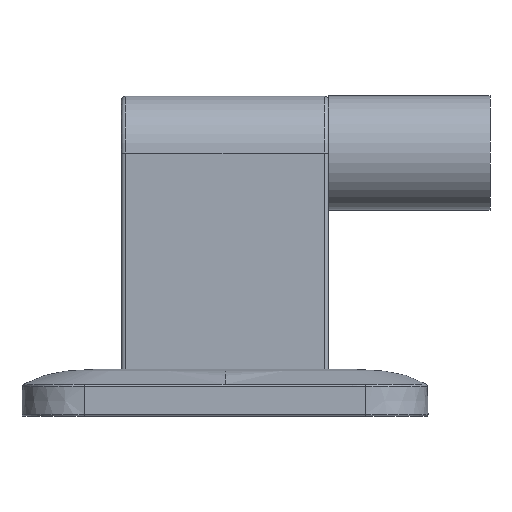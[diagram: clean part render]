
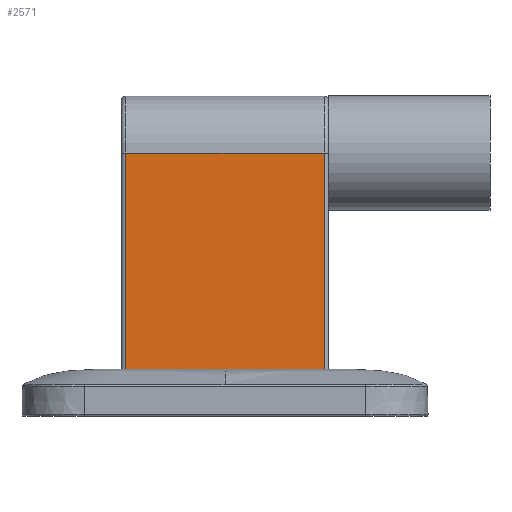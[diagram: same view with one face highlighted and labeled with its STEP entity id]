
A CAD part, left-side view. The second image highlights one B-rep face of the part: STEP entity #2571.
In plain terms, the highlighted planar face has unit normal (-1, 0, 0).
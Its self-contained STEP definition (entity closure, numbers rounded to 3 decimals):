
#50 = VECTOR ( 'NONE', #3287, 1000. ) ;
#188 = VECTOR ( 'NONE', #2947, 1000. ) ;
#195 = VERTEX_POINT ( 'NONE', #3109 ) ;
#199 = CARTESIAN_POINT ( 'NONE',  ( -10.9, -19.1, 41.5 ) ) ;
#482 = CARTESIAN_POINT ( 'NONE',  ( -10.9, 19.1, 41.5 ) ) ;
#520 = CARTESIAN_POINT ( 'NONE',  ( -10.9, 19.1, 0. ) ) ;
#551 = DIRECTION ( 'NONE',  ( 0., 0., -1. ) ) ;
#559 = CARTESIAN_POINT ( 'NONE',  ( -10.9, 19.1, 41.5 ) ) ;
#634 = CARTESIAN_POINT ( 'NONE',  ( -10.9, 19.9, 41.5 ) ) ;
#777 = EDGE_CURVE ( 'NONE', #4059, #195, #790, .T. ) ;
#790 = LINE ( 'NONE', #2745, #188 ) ;
#826 = DIRECTION ( 'NONE',  ( 0., 0., -1. ) ) ;
#842 = DIRECTION ( 'NONE',  ( 1., 0., 0. ) ) ;
#855 = PLANE ( 'NONE',  #2258 ) ;
#866 = VECTOR ( 'NONE', #2998, 1000. ) ;
#947 = VERTEX_POINT ( 'NONE', #199 ) ;
#1069 = CARTESIAN_POINT ( 'NONE',  ( -10.9, 19.9, 41.5 ) ) ;
#1142 = FACE_OUTER_BOUND ( 'NONE', #1248, .T. ) ;
#1184 = VECTOR ( 'NONE', #551, 1000. ) ;
#1209 = VERTEX_POINT ( 'NONE', #482 ) ;
#1248 = EDGE_LOOP ( 'NONE', ( #1372, #1638, #1264, #1424 ) ) ;
#1264 = ORIENTED_EDGE ( 'NONE', *, *, #4186, .F. ) ;
#1372 = ORIENTED_EDGE ( 'NONE', *, *, #777, .T. ) ;
#1424 = ORIENTED_EDGE ( 'NONE', *, *, #1566, .T. ) ;
#1493 = LINE ( 'NONE', #3300, #50 ) ;
#1566 = EDGE_CURVE ( 'NONE', #1209, #4059, #3586, .T. ) ;
#1638 = ORIENTED_EDGE ( 'NONE', *, *, #2015, .T. ) ;
#2015 = EDGE_CURVE ( 'NONE', #195, #947, #1493, .T. ) ;
#2258 = AXIS2_PLACEMENT_3D ( 'NONE', #1069, #842, #826 ) ;
#2571 = ADVANCED_FACE ( 'NONE', ( #1142 ), #855, .F. ) ;
#2745 = CARTESIAN_POINT ( 'NONE',  ( -10.9, 19.9, 0. ) ) ;
#2947 = DIRECTION ( 'NONE',  ( 0., -1., 0. ) ) ;
#2998 = DIRECTION ( 'NONE',  ( 0., -1., 0. ) ) ;
#3109 = CARTESIAN_POINT ( 'NONE',  ( -10.9, -19.1, 0. ) ) ;
#3287 = DIRECTION ( 'NONE',  ( 0., 0., 1. ) ) ;
#3300 = CARTESIAN_POINT ( 'NONE',  ( -10.9, -19.1, 41.5 ) ) ;
#3586 = LINE ( 'NONE', #559, #1184 ) ;
#3692 = LINE ( 'NONE', #634, #866 ) ;
#4059 = VERTEX_POINT ( 'NONE', #520 ) ;
#4186 = EDGE_CURVE ( 'NONE', #1209, #947, #3692, .T. ) ;
